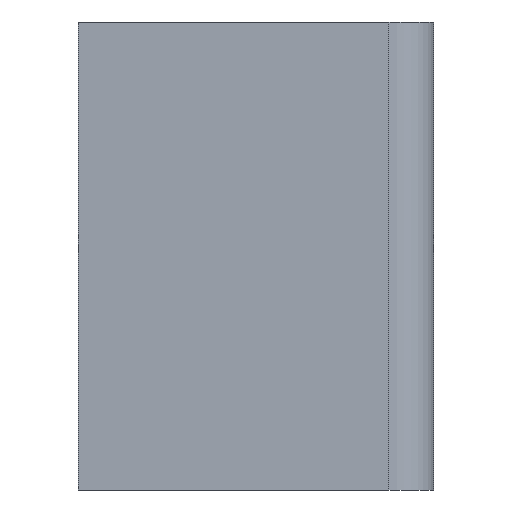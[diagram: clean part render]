
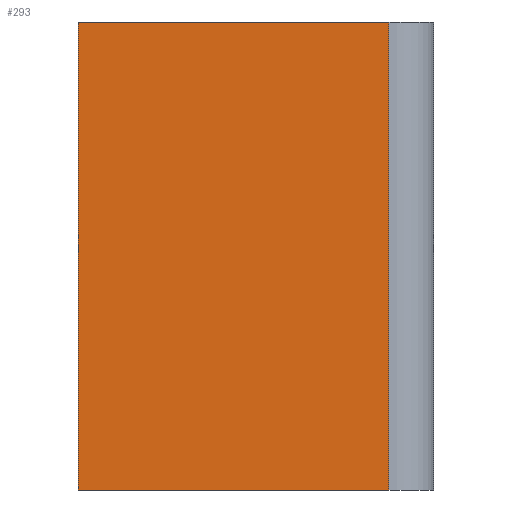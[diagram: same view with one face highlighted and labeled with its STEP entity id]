
A CAD part, left-side view. The second image highlights one B-rep face of the part: STEP entity #293.
In plain terms, the highlighted planar face has unit normal (-1, 0, 0).
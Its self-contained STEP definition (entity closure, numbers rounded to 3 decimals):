
#17=PLANE('',#330);
#29=FACE_OUTER_BOUND('',#44,.T.);
#44=EDGE_LOOP('',(#198,#199,#200,#201));
#62=LINE('',#442,#93);
#63=LINE('',#444,#94);
#64=LINE('',#446,#95);
#65=LINE('',#447,#96);
#93=VECTOR('',#362,1000.);
#94=VECTOR('',#363,1000.);
#95=VECTOR('',#364,1000.);
#96=VECTOR('',#365,1000.);
#133=VERTEX_POINT('',#440);
#134=VERTEX_POINT('',#441);
#135=VERTEX_POINT('',#443);
#136=VERTEX_POINT('',#445);
#159=EDGE_CURVE('',#133,#134,#62,.T.);
#160=EDGE_CURVE('',#135,#134,#63,.T.);
#161=EDGE_CURVE('',#136,#135,#64,.T.);
#162=EDGE_CURVE('',#136,#133,#65,.T.);
#198=ORIENTED_EDGE('',*,*,#159,.T.);
#199=ORIENTED_EDGE('',*,*,#160,.F.);
#200=ORIENTED_EDGE('',*,*,#161,.F.);
#201=ORIENTED_EDGE('',*,*,#162,.T.);
#293=ADVANCED_FACE('',(#29),#17,.F.);
#330=AXIS2_PLACEMENT_3D('',#439,#360,#361);
#360=DIRECTION('center_axis',(1.,0.,0.));
#361=DIRECTION('ref_axis',(0.,1.,0.));
#362=DIRECTION('',(0.,-1.,0.));
#363=DIRECTION('',(0.,0.,-1.));
#364=DIRECTION('',(0.,-1.,0.));
#365=DIRECTION('',(0.,0.,-1.));
#439=CARTESIAN_POINT('Origin',(0.,0.,7.938));
#440=CARTESIAN_POINT('',(0.,0.,-7.938));
#441=CARTESIAN_POINT('',(0.,-10.541,-7.938));
#442=CARTESIAN_POINT('',(0.,0.,-7.938));
#443=CARTESIAN_POINT('',(0.,-10.541,7.938));
#444=CARTESIAN_POINT('',(0.,-10.541,7.938));
#445=CARTESIAN_POINT('',(0.,0.,7.938));
#446=CARTESIAN_POINT('',(0.,0.,7.938));
#447=CARTESIAN_POINT('',(0.,0.,7.938));
